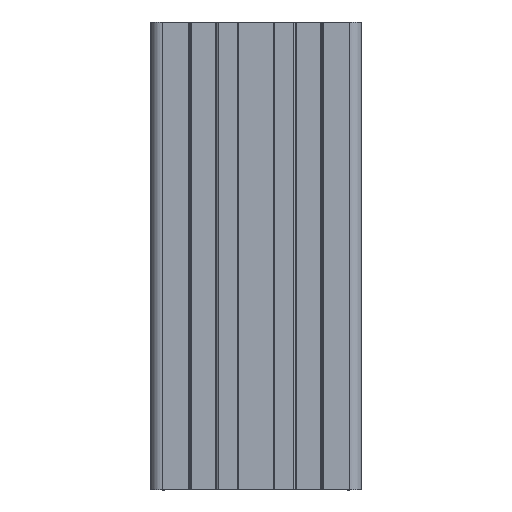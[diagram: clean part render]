
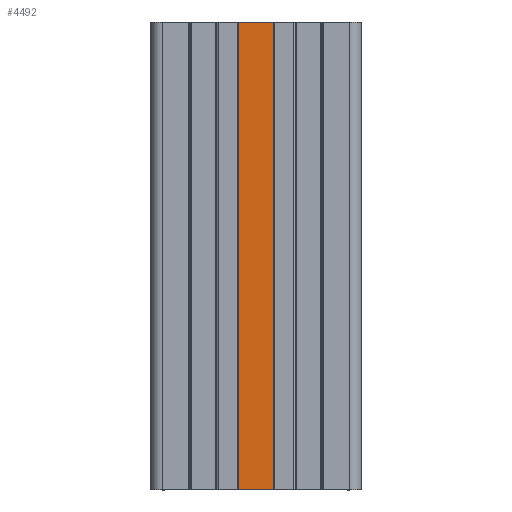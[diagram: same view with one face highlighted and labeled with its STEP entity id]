
A CAD part, top view. The second image highlights one B-rep face of the part: STEP entity #4492.
In plain terms, the highlighted planar face has unit normal (0, 0, 1).
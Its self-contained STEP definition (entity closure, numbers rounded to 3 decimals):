
#325=FACE_OUTER_BOUND('',#552,.T.);
#552=EDGE_LOOP('',(#3262,#3263,#3264,#3265));
#917=LINE('',#6828,#1453);
#919=LINE('',#6832,#1455);
#920=LINE('',#6834,#1456);
#921=LINE('',#6835,#1457);
#1453=VECTOR('',#5519,200.);
#1455=VECTOR('',#5523,15.);
#1456=VECTOR('',#5524,200.);
#1457=VECTOR('',#5525,15.);
#1962=VERTEX_POINT('',#6825);
#1963=VERTEX_POINT('',#6827);
#1964=VERTEX_POINT('',#6831);
#1965=VERTEX_POINT('',#6833);
#2499=EDGE_CURVE('',#1962,#1963,#917,.T.);
#2501=EDGE_CURVE('',#1962,#1964,#919,.T.);
#2502=EDGE_CURVE('',#1964,#1965,#920,.T.);
#2503=EDGE_CURVE('',#1963,#1965,#921,.T.);
#3262=ORIENTED_EDGE('',*,*,#2501,.T.);
#3263=ORIENTED_EDGE('',*,*,#2502,.T.);
#3264=ORIENTED_EDGE('',*,*,#2503,.F.);
#3265=ORIENTED_EDGE('',*,*,#2499,.F.);
#4304=PLANE('',#4781);
#4492=ADVANCED_FACE('',(#325),#4304,.T.);
#4781=AXIS2_PLACEMENT_3D('',#6830,#5521,#5522);
#5519=DIRECTION('',(0.,-1.,0.));
#5521=DIRECTION('center_axis',(0.,0.,1.));
#5522=DIRECTION('ref_axis',(1.,0.,0.));
#5523=DIRECTION('',(-1.,0.,0.));
#5524=DIRECTION('',(0.,-1.,0.));
#5525=DIRECTION('',(-1.,0.,0.));
#6825=CARTESIAN_POINT('',(7.5,200.,44.));
#6827=CARTESIAN_POINT('',(7.5,0.,44.));
#6828=CARTESIAN_POINT('',(7.5,0.,44.));
#6830=CARTESIAN_POINT('Origin',(-7.5,0.,44.));
#6831=CARTESIAN_POINT('',(-7.5,200.,44.));
#6832=CARTESIAN_POINT('',(-3.75,200.,44.));
#6833=CARTESIAN_POINT('',(-7.5,0.,44.));
#6834=CARTESIAN_POINT('',(-7.5,0.,44.));
#6835=CARTESIAN_POINT('',(-3.75,0.,44.));
